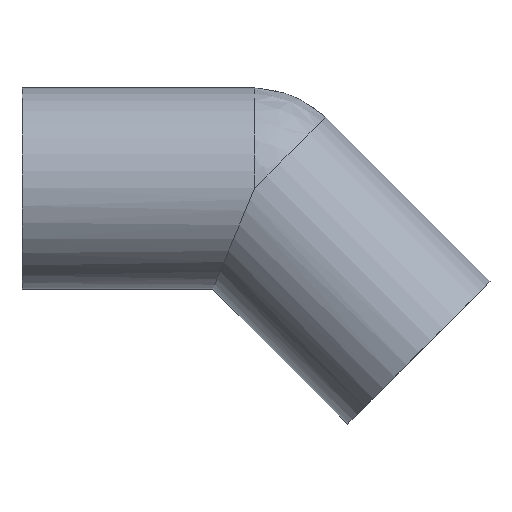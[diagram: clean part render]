
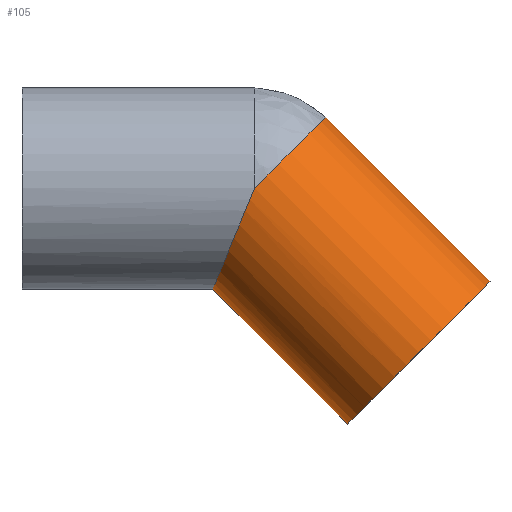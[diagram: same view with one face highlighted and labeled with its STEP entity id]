
A CAD part, top view. The second image highlights one B-rep face of the part: STEP entity #105.
In plain terms, the highlighted cylindrical face has radius 45 mm (diameter 90 mm), a partial arc.
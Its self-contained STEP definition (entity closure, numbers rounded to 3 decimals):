
#105 = ADVANCED_FACE( '', ( #240 ), #241, .T. );
#109 = EDGE_CURVE( '', #163, #141, #246, .T. );
#113 = EDGE_CURVE( '', #141, #147, #250, .T. );
#119 = VERTEX_POINT( '', #256 );
#137 = EDGE_CURVE( '', #119, #147, #276, .T. );
#141 = VERTEX_POINT( '', #281 );
#145 = VERTEX_POINT( '', #285 );
#147 = VERTEX_POINT( '', #287 );
#159 = EDGE_CURVE( '', #145, #119, #299, .T. );
#163 = VERTEX_POINT( '', #303 );
#199 = EDGE_CURVE( '', #145, #163, #347, .T. );
#240 = FACE_OUTER_BOUND( '', #385, .T. );
#241 = CYLINDRICAL_SURFACE( '', #386, 45. );
#246 = CIRCLE( '', #392, 45. );
#250 = LINE( '', #398, #399 );
#256 = CARTESIAN_POINT( '', ( 104., 0., 45. ) );
#276 = CIRCLE( '', #435, 45. );
#281 = CARTESIAN_POINT( '', ( 209.359, -41.719, 0. ) );
#285 = CARTESIAN_POINT( '', ( 85.36, -45., 0. ) );
#287 = CARTESIAN_POINT( '', ( 135.82, 31.82, 0. ) );
#299 = ELLIPSE( '', #463, 48.708, 45. );
#303 = CARTESIAN_POINT( '', ( 145.719, -105.359, 0. ) );
#347 = LINE( '', #519, #520 );
#385 = EDGE_LOOP( '', ( #548, #549, #550, #551, #552 ) );
#386 = AXIS2_PLACEMENT_3D( '', #553, #554, #555 );
#392 = AXIS2_PLACEMENT_3D( '', #565, #566, #567 );
#398 = CARTESIAN_POINT( '', ( 172.589, -4.95, 0. ) );
#399 = VECTOR( '', #571, 1. );
#435 = AXIS2_PLACEMENT_3D( '', #596, #597, #598 );
#463 = AXIS2_PLACEMENT_3D( '', #620, #621, #622 );
#519 = CARTESIAN_POINT( '', ( 108.95, -68.589, 0. ) );
#520 = VECTOR( '', #694, 1. );
#548 = ORIENTED_EDGE( '', *, *, #113, .T. );
#549 = ORIENTED_EDGE( '', *, *, #137, .F. );
#550 = ORIENTED_EDGE( '', *, *, #159, .F. );
#551 = ORIENTED_EDGE( '', *, *, #199, .T. );
#552 = ORIENTED_EDGE( '', *, *, #109, .T. );
#553 = CARTESIAN_POINT( '', ( 140.77, -36.77, 0. ) );
#554 = DIRECTION( '', ( 0.707, -0.707, 0. ) );
#555 = DIRECTION( '', ( 0.707, 0.707, 0. ) );
#565 = CARTESIAN_POINT( '', ( 177.539, -73.539, 0. ) );
#566 = DIRECTION( '', ( -0.707, 0.707, 0. ) );
#567 = DIRECTION( '', ( 0.707, 0.707, 0. ) );
#571 = DIRECTION( '', ( -0.707, 0.707, 0. ) );
#596 = CARTESIAN_POINT( '', ( 104., 0., 0. ) );
#597 = DIRECTION( '', ( -0.707, 0.707, 0. ) );
#598 = DIRECTION( '', ( 0.707, 0.707, 0. ) );
#620 = CARTESIAN_POINT( '', ( 104., 0., 0. ) );
#621 = DIRECTION( '', ( -0.924, 0.383, 0. ) );
#622 = DIRECTION( '', ( 0.383, 0.924, 0. ) );
#694 = DIRECTION( '', ( 0.707, -0.707, 0. ) );
